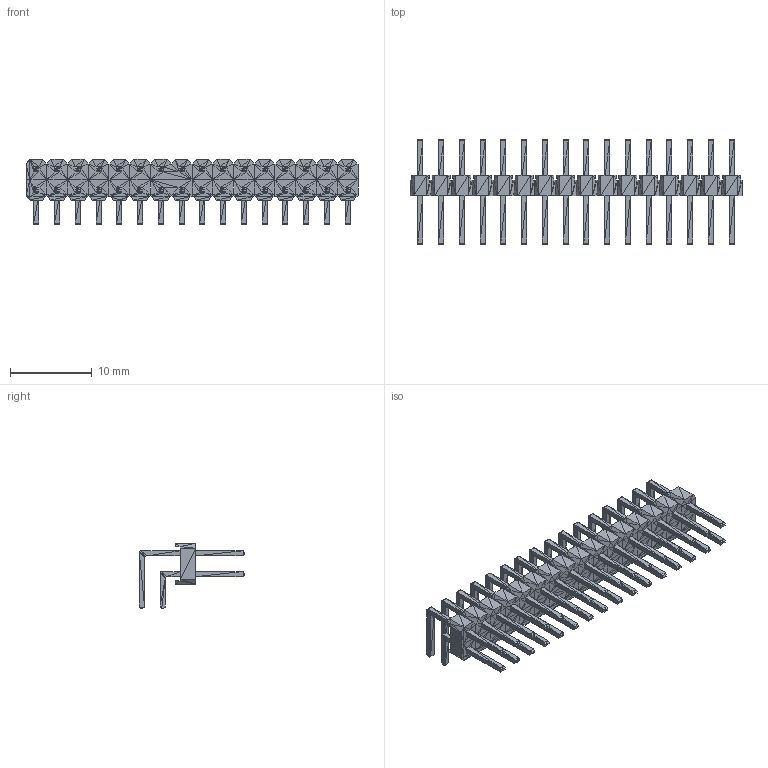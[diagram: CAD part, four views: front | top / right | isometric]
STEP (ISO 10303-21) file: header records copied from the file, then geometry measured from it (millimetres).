
FILE_DESCRIPTION(('auto-generated'),'2;1');
FILE_SCHEMA(('CONFIG_CONTROL_DESIGN'));
Bounding box: 40.64 x 12.9 x 8 mm (x, y, z)
Surface area: 1886.3 mm2 (no closed solid volume)
Topology: 0 solids, 72 shells, 4822 faces, 7616 edges, 2790 vertices
Faces by surface type: plane 4822
Entity records: 67933 total; most frequent: ORIENTED_EDGE 14466, LINE 7616, EDGE_CURVE 7616, DIRECTION 6005, AXIS2_PLACEMENT_3D 4823, PLANE 4822, EDGE_LOOP 4822, FACE_BOUND 4822
